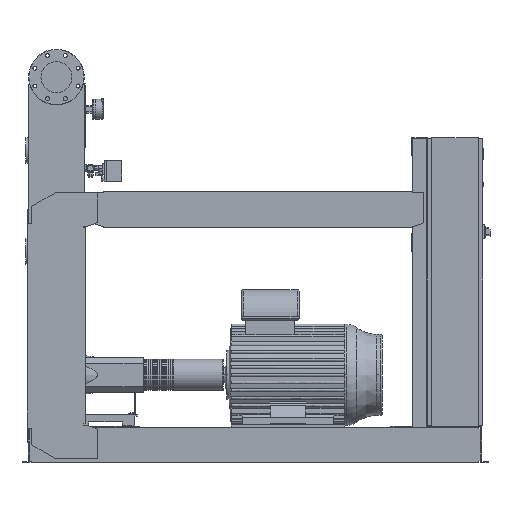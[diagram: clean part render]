
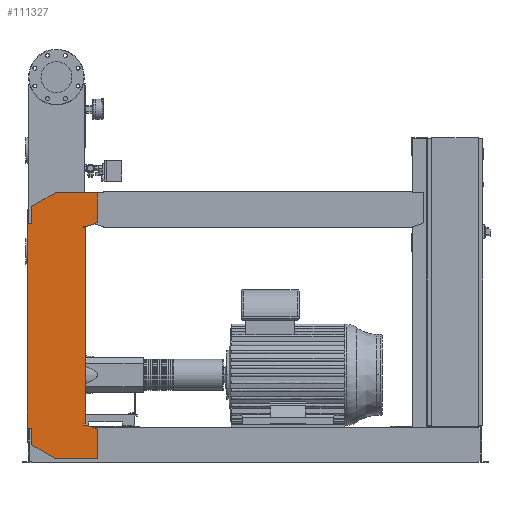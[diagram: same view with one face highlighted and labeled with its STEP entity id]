
A CAD part, front view. The second image highlights one B-rep face of the part: STEP entity #111327.
In plain terms, the highlighted free-form (B-spline) face has degree [1, 1] with [2, 2] control points.
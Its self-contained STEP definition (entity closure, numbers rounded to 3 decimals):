
#110812=CARTESIAN_POINT('',(-111.0,-322.5,1076.0));
#110813=VERTEX_POINT('',#110812);
#110820=CARTESIAN_POINT('',(-111.0,-322.5,1153.378));
#110821=VERTEX_POINT('',#110820);
#110822=CARTESIAN_POINT('',(-111.0,-322.5,1076.0));
#110823=DIRECTION('',(0.0,0.0,1.0));
#110824=VECTOR('',#110823,77.378);
#110825=LINE('',#110822,#110824);
#110826=EDGE_CURVE('',#110813,#110821,#110825,.T.);
#110844=CARTESIAN_POINT('',(-6.0,-322.5,1214.0));
#110845=VERTEX_POINT('',#110844);
#110846=CARTESIAN_POINT('',(-111.0,-322.5,1153.378));
#110847=DIRECTION('',(0.866,0.0,0.5));
#110848=VECTOR('',#110847,121.244);
#110849=LINE('',#110846,#110848);
#110850=EDGE_CURVE('',#110821,#110845,#110849,.T.);
#110868=CARTESIAN_POINT('',(186.0,-322.5,1214.0));
#110869=VERTEX_POINT('',#110868);
#110870=CARTESIAN_POINT('',(-6.0,-322.5,1214.0));
#110871=DIRECTION('',(1.0,0.0,0.0));
#110872=VECTOR('',#110871,192.0);
#110873=LINE('',#110870,#110872);
#110874=EDGE_CURVE('',#110845,#110869,#110873,.T.);
#110892=CARTESIAN_POINT('',(186.,-322.5,1080.379));
#110893=VERTEX_POINT('',#110892);
#110894=CARTESIAN_POINT('',(186.0,-322.5,1214.0));
#110895=DIRECTION('',(0.0,0.0,-1.0));
#110896=VECTOR('',#110895,133.621);
#110897=LINE('',#110894,#110896);
#110898=EDGE_CURVE('',#110869,#110893,#110897,.T.);
#110916=CARTESIAN_POINT('',(141.,-322.5,1064.0));
#110917=VERTEX_POINT('',#110916);
#110918=CARTESIAN_POINT('',(186.,-322.5,1080.379));
#110919=DIRECTION('',(-0.94,0.0,-0.342));
#110920=VECTOR('',#110919,47.888);
#110921=LINE('',#110918,#110920);
#110922=EDGE_CURVE('',#110893,#110917,#110921,.T.);
#110940=CARTESIAN_POINT('',(121.,-322.5,1064.0));
#110941=VERTEX_POINT('',#110940);
#110942=CARTESIAN_POINT('',(141.,-322.5,1064.0));
#110943=DIRECTION('',(-1.0,0.0,0.0));
#110944=VECTOR('',#110943,20.0);
#110945=LINE('',#110942,#110944);
#110946=EDGE_CURVE('',#110917,#110941,#110945,.T.);
#110964=CARTESIAN_POINT('',(121.,-322.5,1056.0));
#110965=VERTEX_POINT('',#110964);
#110966=CARTESIAN_POINT('',(121.,-322.5,1064.0));
#110967=DIRECTION('',(0.0,0.0,-1.0));
#110968=VECTOR('',#110967,8.0);
#110969=LINE('',#110966,#110968);
#110970=EDGE_CURVE('',#110941,#110965,#110969,.T.);
#110988=CARTESIAN_POINT('',(129.,-322.5,1056.0));
#110989=VERTEX_POINT('',#110988);
#110990=CARTESIAN_POINT('',(121.,-322.5,1056.0));
#110991=DIRECTION('',(1.0,0.0,0.0));
#110992=VECTOR('',#110991,8.0);
#110993=LINE('',#110990,#110992);
#110994=EDGE_CURVE('',#110965,#110989,#110993,.T.);
#111012=CARTESIAN_POINT('',(129.,-322.5,176.));
#111013=VERTEX_POINT('',#111012);
#111024=CARTESIAN_POINT('',(129.,-322.5,1056.0));
#111025=DIRECTION('',(0.0,0.0,-1.0));
#111026=VECTOR('',#111025,880.);
#111027=LINE('',#111024,#111026);
#111028=EDGE_CURVE('',#110989,#111013,#111027,.T.);
#111042=CARTESIAN_POINT('',(121.,-322.5,176.));
#111043=VERTEX_POINT('',#111042);
#111044=CARTESIAN_POINT('',(129.,-322.5,176.));
#111045=DIRECTION('',(-1.0,0.0,0.0));
#111046=VECTOR('',#111045,8.0);
#111047=LINE('',#111044,#111046);
#111048=EDGE_CURVE('',#111013,#111043,#111047,.T.);
#111066=CARTESIAN_POINT('',(121.,-322.5,168.));
#111067=VERTEX_POINT('',#111066);
#111068=CARTESIAN_POINT('',(121.,-322.5,176.));
#111069=DIRECTION('',(0.0,0.0,-1.0));
#111070=VECTOR('',#111069,8.0);
#111071=LINE('',#111068,#111070);
#111072=EDGE_CURVE('',#111043,#111067,#111071,.T.);
#111090=CARTESIAN_POINT('',(141.,-322.5,168.));
#111091=VERTEX_POINT('',#111090);
#111092=CARTESIAN_POINT('',(121.,-322.5,168.));
#111093=DIRECTION('',(1.0,0.0,0.0));
#111094=VECTOR('',#111093,20.0);
#111095=LINE('',#111092,#111094);
#111096=EDGE_CURVE('',#111067,#111091,#111095,.T.);
#111114=CARTESIAN_POINT('',(186.,-322.5,151.621));
#111115=VERTEX_POINT('',#111114);
#111116=CARTESIAN_POINT('',(141.,-322.5,168.));
#111117=DIRECTION('',(0.94,0.0,-0.342));
#111118=VECTOR('',#111117,47.888);
#111119=LINE('',#111116,#111118);
#111120=EDGE_CURVE('',#111091,#111115,#111119,.T.);
#111138=CARTESIAN_POINT('',(186.,-322.5,18.0));
#111139=VERTEX_POINT('',#111138);
#111140=CARTESIAN_POINT('',(186.,-322.5,151.621));
#111141=DIRECTION('',(0.0,0.0,-1.0));
#111142=VECTOR('',#111141,133.621);
#111143=LINE('',#111140,#111142);
#111144=EDGE_CURVE('',#111115,#111139,#111143,.T.);
#111162=CARTESIAN_POINT('',(-4.,-322.5,18.0));
#111163=VERTEX_POINT('',#111162);
#111164=CARTESIAN_POINT('',(186.,-322.5,18.0));
#111165=DIRECTION('',(-1.0,0.0,0.0));
#111166=VECTOR('',#111165,190.);
#111167=LINE('',#111164,#111166);
#111168=EDGE_CURVE('',#111139,#111163,#111167,.T.);
#111186=CARTESIAN_POINT('',(-111.,-322.5,79.776));
#111187=VERTEX_POINT('',#111186);
#111188=CARTESIAN_POINT('',(-4.,-322.5,18.0));
#111189=DIRECTION('',(-0.866,0.,0.5));
#111190=VECTOR('',#111189,123.553);
#111191=LINE('',#111188,#111190);
#111192=EDGE_CURVE('',#111163,#111187,#111191,.T.);
#111210=CARTESIAN_POINT('',(-111.,-322.5,156.0));
#111211=VERTEX_POINT('',#111210);
#111212=CARTESIAN_POINT('',(-111.,-322.5,79.776));
#111213=DIRECTION('',(0.0,0.0,1.0));
#111214=VECTOR('',#111213,76.224);
#111215=LINE('',#111212,#111214);
#111216=EDGE_CURVE('',#111187,#111211,#111215,.T.);
#111234=CARTESIAN_POINT('',(-131.,-322.5,156.0));
#111235=VERTEX_POINT('',#111234);
#111236=CARTESIAN_POINT('',(-111.,-322.5,156.0));
#111237=DIRECTION('',(-1.0,0.0,0.0));
#111238=VECTOR('',#111237,20.0);
#111239=LINE('',#111236,#111238);
#111240=EDGE_CURVE('',#111211,#111235,#111239,.T.);
#111258=CARTESIAN_POINT('',(-131.0,-322.5,1076.0));
#111259=VERTEX_POINT('',#111258);
#111272=CARTESIAN_POINT('',(-131.,-322.5,156.0));
#111273=DIRECTION('',(0.0,0.0,1.0));
#111274=VECTOR('',#111273,920.0);
#111275=LINE('',#111272,#111274);
#111276=EDGE_CURVE('',#111235,#111259,#111275,.T.);
#111290=CARTESIAN_POINT('',(-131.0,-322.5,1076.0));
#111291=DIRECTION('',(1.0,0.0,0.0));
#111292=VECTOR('',#111291,20.0);
#111293=LINE('',#111290,#111292);
#111294=EDGE_CURVE('',#111259,#110813,#111293,.T.);
#111300=CARTESIAN_POINT('',(-131.,-322.5,18.0));
#111301=CARTESIAN_POINT('',(186.0,-322.5,18.0));
#111302=CARTESIAN_POINT('',(-131.,-322.5,1214.0));
#111303=CARTESIAN_POINT('',(186.0,-322.5,1214.0));
#111304=B_SPLINE_SURFACE_WITH_KNOTS('',1,1,((#111300,#111302),(#111301,#111303)),.UNSPECIFIED.,.F.,.F.,.U.,(2,2),(2,2),(0.0,317.),(0.0,1196.0),.UNSPECIFIED.);
#111305=ORIENTED_EDGE('',*,*,#111294,.F.);
#111306=ORIENTED_EDGE('',*,*,#111276,.F.);
#111307=ORIENTED_EDGE('',*,*,#111240,.F.);
#111308=ORIENTED_EDGE('',*,*,#111216,.F.);
#111309=ORIENTED_EDGE('',*,*,#111192,.F.);
#111310=ORIENTED_EDGE('',*,*,#111168,.F.);
#111311=ORIENTED_EDGE('',*,*,#111144,.F.);
#111312=ORIENTED_EDGE('',*,*,#111120,.F.);
#111313=ORIENTED_EDGE('',*,*,#111096,.F.);
#111314=ORIENTED_EDGE('',*,*,#111072,.F.);
#111315=ORIENTED_EDGE('',*,*,#111048,.F.);
#111316=ORIENTED_EDGE('',*,*,#111028,.F.);
#111317=ORIENTED_EDGE('',*,*,#110994,.F.);
#111318=ORIENTED_EDGE('',*,*,#110970,.F.);
#111319=ORIENTED_EDGE('',*,*,#110946,.F.);
#111320=ORIENTED_EDGE('',*,*,#110922,.F.);
#111321=ORIENTED_EDGE('',*,*,#110898,.F.);
#111322=ORIENTED_EDGE('',*,*,#110874,.F.);
#111323=ORIENTED_EDGE('',*,*,#110850,.F.);
#111324=ORIENTED_EDGE('',*,*,#110826,.F.);
#111325=EDGE_LOOP('',(#111305,#111306,#111307,#111308,#111309,#111310,#111311,#111312,#111313,#111314,#111315,#111316,#111317,#111318,#111319,#111320,#111321,#111322,#111323,#111324));
#111326=FACE_OUTER_BOUND('',#111325,.T.);
#111327=ADVANCED_FACE('',(#111326),#111304,.T.);
